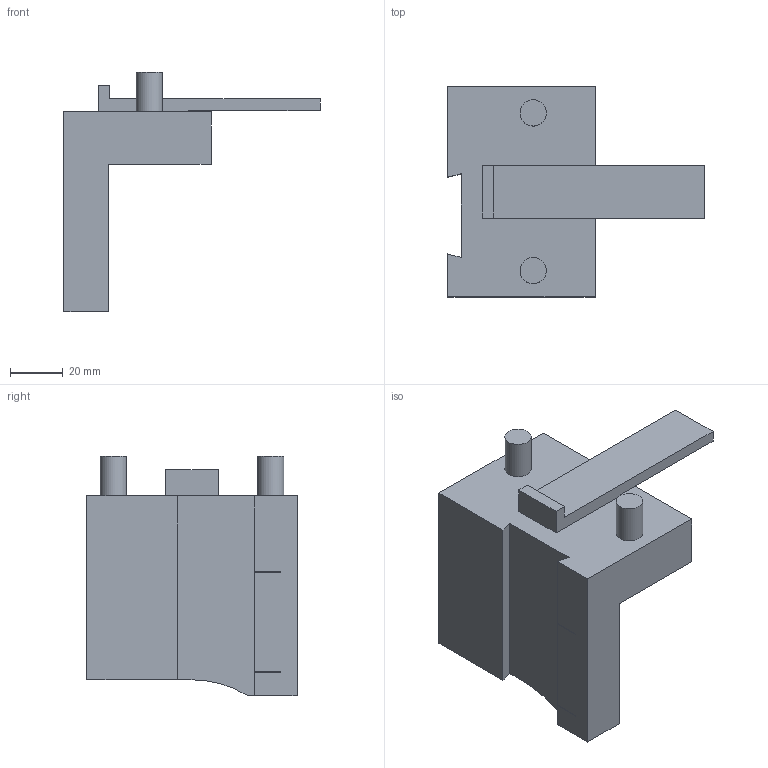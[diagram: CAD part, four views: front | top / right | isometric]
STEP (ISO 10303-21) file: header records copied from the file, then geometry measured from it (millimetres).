
FILE_DESCRIPTION(/* description */ (''),/* implementation_level */ '2;1');
FILE_NAME(/* name */ '1597064275380.stp',/* time_stamp */ '2020-08-10T14:58:02+02:00',/* author */ (''),/* organization */ ('SMS'),/* preprocessor_version */ 'ST-DEVELOPER v16.7',/* originating_system */ 'SIEMENS PLM Software NX 12.0',/* authorisation */ '');
FILE_SCHEMA (('AUTOMOTIVE_DESIGN { 1 0 10303 214 3 1 1 1 }'));
Length unit declared in the file: millimetre
Products named in the file (1): 200833824mod000_02
Bounding box: 97.5 x 80 x 91 mm (x, y, z)
Volume: 156177.8 mm3; surface area: 29379.6 mm2
Topology: 1 solids, 1 shells, 37 faces, 96 edges, 67 vertices
Faces by surface type: plane 33, cylinder 4
Full cylindrical faces by diameter (mm): 10 x2
Entity records: 1177 total; most frequent: CARTESIAN_POINT 202, ORIENTED_EDGE 188, DIRECTION 184, EDGE_CURVE 94, LINE 86, VECTOR 86, VERTEX_POINT 64, AXIS2_PLACEMENT_3D 49
